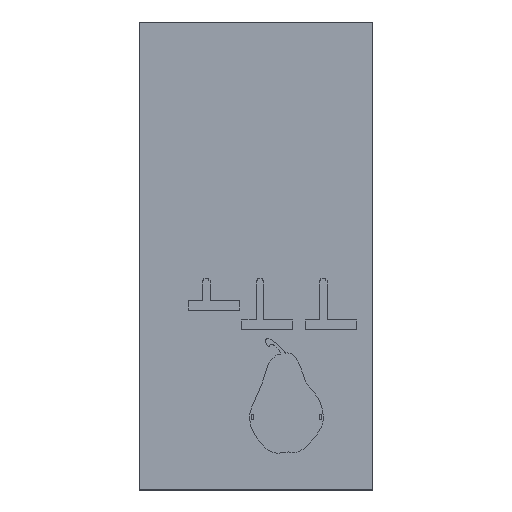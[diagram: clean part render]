
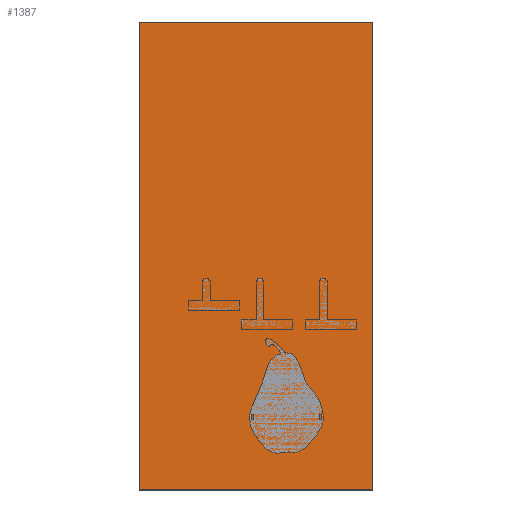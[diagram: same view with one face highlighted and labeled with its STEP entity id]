
A CAD part, top view. The second image highlights one B-rep face of the part: STEP entity #1387.
In plain terms, the highlighted planar face has unit normal (0, 0, 1).
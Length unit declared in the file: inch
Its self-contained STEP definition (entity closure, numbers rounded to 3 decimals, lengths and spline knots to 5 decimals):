
#68=PLANE('',#1494);
#146=FACE_OUTER_BOUND('',#226,.T.);
#226=EDGE_LOOP('',(#1122,#1123,#1124,#1125));
#334=LINE('',#2694,#500);
#338=LINE('',#2702,#504);
#341=LINE('',#2708,#507);
#344=LINE('',#2713,#510);
#500=VECTOR('',#1671,0.3937);
#504=VECTOR('',#1677,0.3937);
#507=VECTOR('',#1682,0.3937);
#510=VECTOR('',#1687,0.3937);
#672=VERTEX_POINT('',#2692);
#673=VERTEX_POINT('',#2693);
#676=VERTEX_POINT('',#2701);
#678=VERTEX_POINT('',#2707);
#830=EDGE_CURVE('',#672,#673,#334,.T.);
#834=EDGE_CURVE('',#676,#672,#338,.T.);
#837=EDGE_CURVE('',#678,#676,#341,.T.);
#840=EDGE_CURVE('',#673,#678,#344,.T.);
#1122=ORIENTED_EDGE('',*,*,#840,.F.);
#1123=ORIENTED_EDGE('',*,*,#830,.F.);
#1124=ORIENTED_EDGE('',*,*,#834,.F.);
#1125=ORIENTED_EDGE('',*,*,#837,.F.);
#1387=ADVANCED_FACE('',(#146),#68,.T.);
#1494=AXIS2_PLACEMENT_3D('',#2715,#1689,#1690);
#1671=DIRECTION('',(0.,1.,0.));
#1677=DIRECTION('',(-1.,0.,0.));
#1682=DIRECTION('',(0.,-1.,0.));
#1687=DIRECTION('',(1.,0.,0.));
#1689=DIRECTION('center_axis',(0.,0.,1.));
#1690=DIRECTION('ref_axis',(1.,0.,0.));
#2692=CARTESIAN_POINT('',(-48.,0.,0.));
#2693=CARTESIAN_POINT('',(-48.,96.,0.));
#2694=CARTESIAN_POINT('',(-48.,0.,0.));
#2701=CARTESIAN_POINT('',(0.,0.,0.));
#2702=CARTESIAN_POINT('',(0.,0.,0.));
#2707=CARTESIAN_POINT('',(0.,96.,0.));
#2708=CARTESIAN_POINT('',(0.,96.,0.));
#2713=CARTESIAN_POINT('',(-48.,96.,0.));
#2715=CARTESIAN_POINT('Origin',(-24.,48.,0.));
